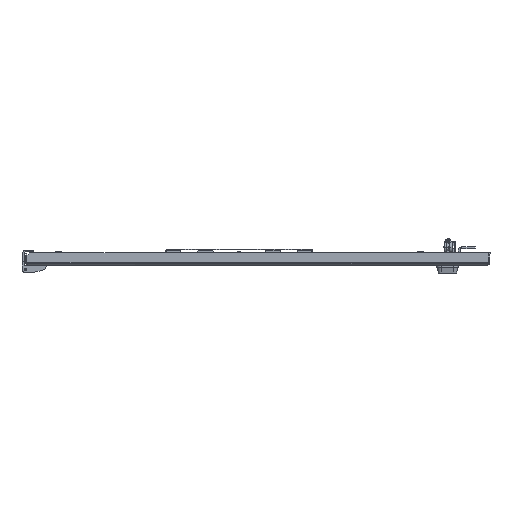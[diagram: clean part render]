
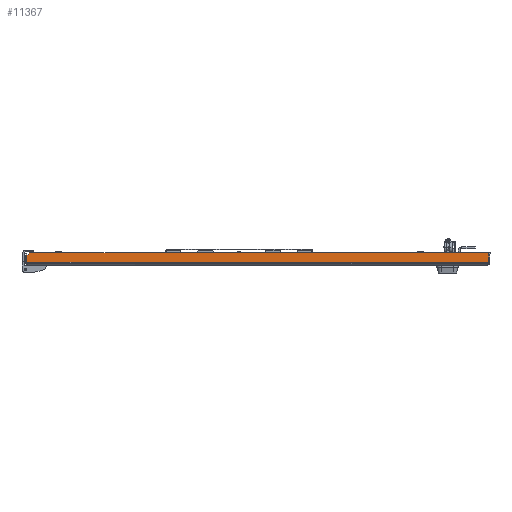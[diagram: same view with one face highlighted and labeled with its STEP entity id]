
A CAD part, left-side view. The second image highlights one B-rep face of the part: STEP entity #11367.
In plain terms, the highlighted planar face has unit normal (-1, 0, 0).
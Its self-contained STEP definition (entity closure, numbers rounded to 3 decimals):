
#1736 = LINE ( 'NONE', #26997, #30566 ) ;
#2080 = DIRECTION ( 'NONE',  ( 1., 0., 0. ) ) ;
#2260 = CARTESIAN_POINT ( 'NONE',  ( 0., 0., 0. ) ) ;
#2751 = DIRECTION ( 'NONE',  ( 0., 1., 0. ) ) ;
#3101 = EDGE_CURVE ( 'NONE', #34478, #35672, #6664, .T. ) ;
#3621 = CARTESIAN_POINT ( 'NONE',  ( 0., -789.359, 19. ) ) ;
#4123 = EDGE_CURVE ( 'NONE', #12345, #23815, #6668, .T. ) ;
#4821 = FACE_OUTER_BOUND ( 'NONE', #27911, .T. ) ;
#4836 = VECTOR ( 'NONE', #6820, 1000. ) ;
#6664 = LINE ( 'NONE', #17834, #35126 ) ;
#6668 = LINE ( 'NONE', #18030, #32844 ) ;
#6820 = DIRECTION ( 'NONE',  ( 0., 1., 0. ) ) ;
#9239 = DIRECTION ( 'NONE',  ( 0., 0., 1. ) ) ;
#11367 = ADVANCED_FACE ( 'NONE', ( #4821 ), #18917, .F. ) ;
#12345 = VERTEX_POINT ( 'NONE', #19503 ) ;
#13242 = ORIENTED_EDGE ( 'NONE', *, *, #4123, .F. ) ;
#14080 = CARTESIAN_POINT ( 'NONE',  ( 0., 0., 2.7 ) ) ;
#14093 = ORIENTED_EDGE ( 'NONE', *, *, #3101, .T. ) ;
#14180 = CARTESIAN_POINT ( 'NONE',  ( 0., -789.359, 2.7 ) ) ;
#15152 = ORIENTED_EDGE ( 'NONE', *, *, #36184, .T. ) ;
#15651 = DIRECTION ( 'NONE',  ( 0., 0.707, -0.707 ) ) ;
#17834 = CARTESIAN_POINT ( 'NONE',  ( 0., -789.359, 2.7 ) ) ;
#18030 = CARTESIAN_POINT ( 'NONE',  ( 0., -2.141, 2.7 ) ) ;
#18737 = DIRECTION ( 'NONE',  ( 0., 0., -1. ) ) ;
#18917 = PLANE ( 'NONE',  #20520 ) ;
#19503 = CARTESIAN_POINT ( 'NONE',  ( 0., -2.141, 2.7 ) ) ;
#20520 = AXIS2_PLACEMENT_3D ( 'NONE', #2260, #2080, #18737 ) ;
#20632 = CARTESIAN_POINT ( 'NONE',  ( 0., -7.141, 19. ) ) ;
#20717 = CARTESIAN_POINT ( 'NONE',  ( 0., 0., 19. ) ) ;
#20950 = VECTOR ( 'NONE', #2751, 1000. ) ;
#21461 = EDGE_CURVE ( 'NONE', #35672, #29207, #32632, .T. ) ;
#22660 = ORIENTED_EDGE ( 'NONE', *, *, #26454, .F. ) ;
#23815 = VERTEX_POINT ( 'NONE', #33674 ) ;
#25204 = ORIENTED_EDGE ( 'NONE', *, *, #21461, .T. ) ;
#26454 = EDGE_CURVE ( 'NONE', #34478, #12345, #27834, .T. ) ;
#26997 = CARTESIAN_POINT ( 'NONE',  ( 0., -2.141, 14. ) ) ;
#27834 = LINE ( 'NONE', #14080, #20950 ) ;
#27911 = EDGE_LOOP ( 'NONE', ( #25204, #15152, #13242, #22660, #14093 ) ) ;
#28638 = DIRECTION ( 'NONE',  ( 0., 0., 1. ) ) ;
#29207 = VERTEX_POINT ( 'NONE', #20632 ) ;
#30566 = VECTOR ( 'NONE', #15651, 1000. ) ;
#32632 = LINE ( 'NONE', #20717, #4836 ) ;
#32844 = VECTOR ( 'NONE', #9239, 1000. ) ;
#33674 = CARTESIAN_POINT ( 'NONE',  ( 0., -2.141, 14. ) ) ;
#34478 = VERTEX_POINT ( 'NONE', #14180 ) ;
#35126 = VECTOR ( 'NONE', #28638, 1000. ) ;
#35672 = VERTEX_POINT ( 'NONE', #3621 ) ;
#36184 = EDGE_CURVE ( 'NONE', #29207, #23815, #1736, .T. ) ;
